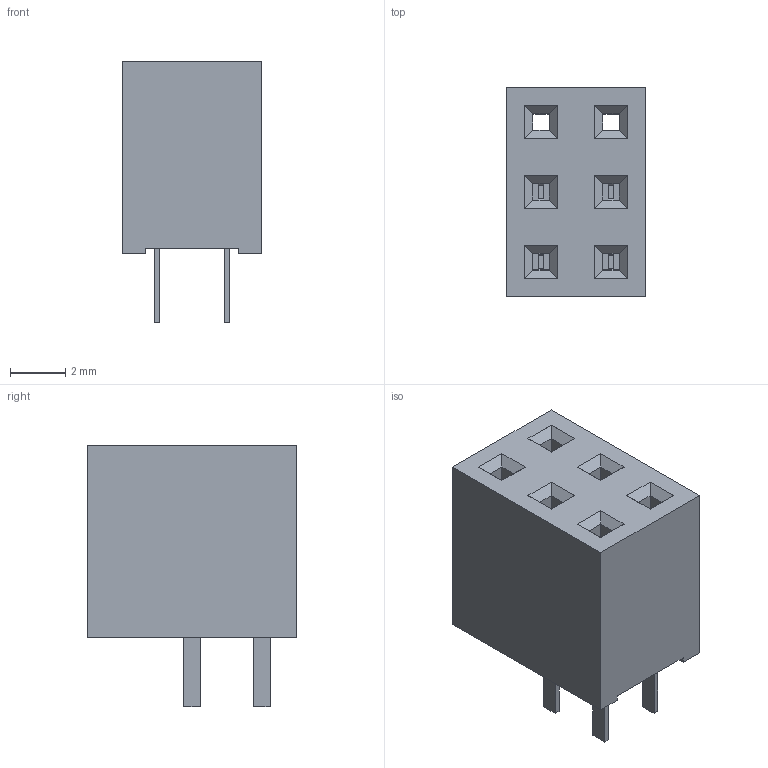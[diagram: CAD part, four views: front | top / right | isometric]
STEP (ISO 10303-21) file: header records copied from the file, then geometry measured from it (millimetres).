
FILE_DESCRIPTION(('FreeCAD Model'),'2;1');
FILE_NAME('PinSocket_2x03_P2.54mm_Vertical_2pulled.step','2020-09-22T21:21:26',('Author'),(''), 'Open CASCADE STEP processor 7.3','FreeCAD','Unknown');
FILE_SCHEMA(('AUTOMOTIVE_DESIGN { 1 0 10303 214 1 1 1 1 }'));
Length unit declared in the file: millimetre
Products named in the file (1): Cut003
Bounding box: 5.08 x 7.62 x 9.5 mm (x, y, z)
Volume: 253.1 mm3; surface area: 367.2 mm2
Topology: 1 solids, 1 shells, 181 faces, 481 edges, 316 vertices
Faces by surface type: plane 181
Entity records: 6785 total; most frequent: CARTESIAN_POINT 979, ORIENTED_EDGE 962, DIRECTION 845, EDGE_CURVE 481, LINE 481, VECTOR 481, VERTEX_POINT 316, FACE_BOUND 199
